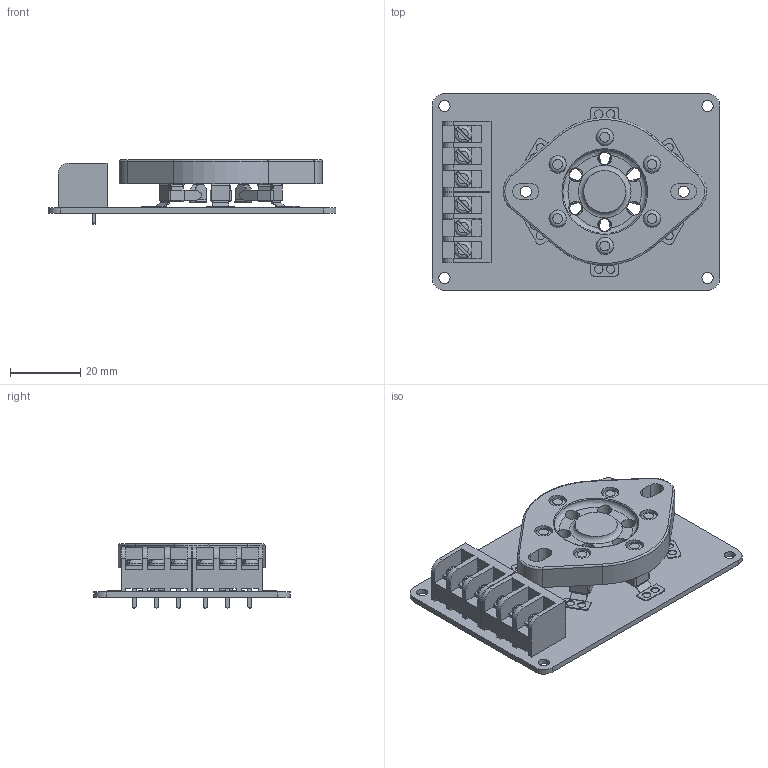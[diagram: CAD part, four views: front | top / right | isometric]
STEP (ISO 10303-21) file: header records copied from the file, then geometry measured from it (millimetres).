
FILE_DESCRIPTION(('KiCad electronic assembly'),'2;1');
FILE_NAME('ConnectorBoard_P8A.step','2024-08-01T13:13:01',('Pcbnew'),( 'Kicad'),'Open CASCADE STEP processor 7.8','KiCad to STEP converter' ,'Unknown');
FILE_SCHEMA(('AUTOMOTIVE_DESIGN { 1 0 10303 214 1 1 1 1 }'));
Length unit declared in the file: millimetre
Products named in the file (6): ConnectorBoard_P8A 1; Socket_U6A; Socket_U6A v1; BarrierStrip_3PCV-03-006; BarrierStrip_3PCV-03-006 v2; ConnectorBoard_U6A_PCB
Assembly tree (6 placements, depth 3):
  ConnectorBoard_P8A 1
    Socket_U6A
      Socket_U6A v1
    BarrierStrip_3PCV-03-006  x2
      BarrierStrip_3PCV-03-006 v2
    ConnectorBoard_U6A_PCB
Bounding box: 82 x 56 x 18.3 mm (x, y, z)
Volume: 22076 mm3; surface area: 23353.6 mm2
Topology: 22 solids, 22 shells, 993 faces, 2627 edges, 1692 vertices
Faces by surface type: plane 690, cylinder 270, torus 33
Full cylindrical faces by diameter (mm): 1.5 x6, 2.4 x12, 2.7 x12, 2.8 x6, 3 x6, 3.2 x6, 3.5 x4, 4 x6, 4.2 x2, 4.8 x6, 5 x6
Entity records: 28627 total; most frequent: CARTESIAN_POINT 5221, DIRECTION 4838, ORIENTED_EDGE 4756, EDGE_CURVE 2378, LINE 1688, VECTOR 1688, AXIS2_PLACEMENT_3D 1575, VERTEX_POINT 1526
